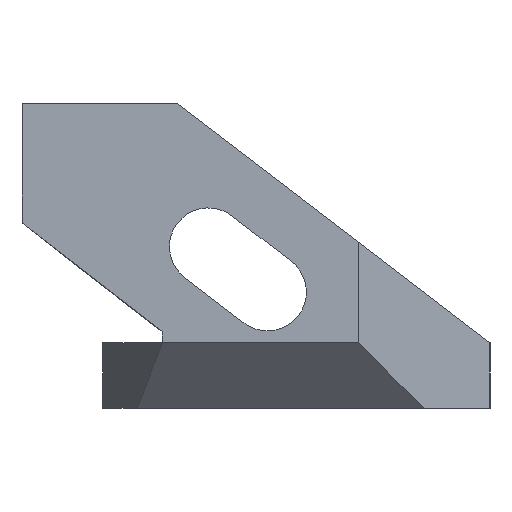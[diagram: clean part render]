
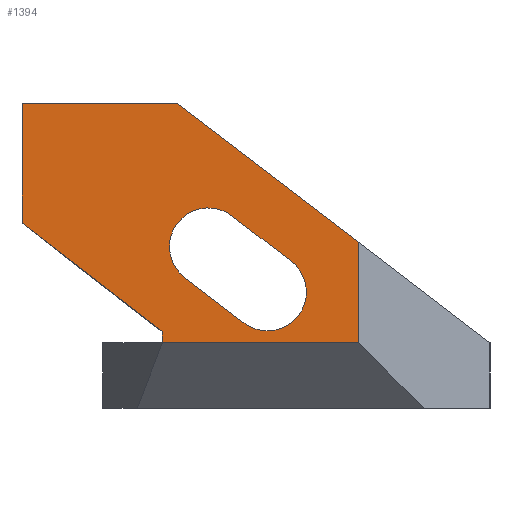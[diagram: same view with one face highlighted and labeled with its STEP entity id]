
A CAD part, left-side view. The second image highlights one B-rep face of the part: STEP entity #1394.
In plain terms, the highlighted planar face has unit normal (-1, 0, 0).
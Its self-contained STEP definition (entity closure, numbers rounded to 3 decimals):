
#49=FACE_BOUND('',#291,.T.);
#110=PLANE('',#1532);
#186=FACE_OUTER_BOUND('',#290,.T.);
#290=EDGE_LOOP('',(#1275,#1276,#1277,#1278,#1279,#1280,#1281));
#291=EDGE_LOOP('',(#1282,#1283,#1284,#1285));
#337=LINE('',#2135,#461);
#347=LINE('',#2432,#471);
#351=LINE('',#2440,#475);
#369=LINE('',#2479,#493);
#380=LINE('',#2521,#504);
#385=LINE('',#2532,#509);
#402=LINE('',#2602,#526);
#416=LINE('',#2647,#540);
#417=LINE('',#2648,#541);
#461=VECTOR('',#1647,10.);
#471=VECTOR('',#1669,10.);
#475=VECTOR('',#1675,10.);
#493=VECTOR('',#1707,10.);
#504=VECTOR('',#1748,10.);
#509=VECTOR('',#1757,10.);
#526=VECTOR('',#1850,10.);
#540=VECTOR('',#1902,10.);
#541=VECTOR('',#1903,10.);
#568=CIRCLE('',#1469,3.25);
#572=CIRCLE('',#1478,3.25);
#644=VERTEX_POINT('',#2132);
#645=VERTEX_POINT('',#2134);
#654=VERTEX_POINT('',#2430);
#657=VERTEX_POINT('',#2438);
#671=VERTEX_POINT('',#2478);
#680=VERTEX_POINT('',#2502);
#681=VERTEX_POINT('',#2504);
#687=VERTEX_POINT('',#2519);
#691=VERTEX_POINT('',#2531);
#706=VERTEX_POINT('',#2601);
#718=VERTEX_POINT('',#2646);
#785=EDGE_CURVE('',#644,#645,#337,.T.);
#805=EDGE_CURVE('',#654,#644,#347,.T.);
#809=EDGE_CURVE('',#657,#654,#351,.T.);
#828=EDGE_CURVE('',#645,#671,#369,.T.);
#841=EDGE_CURVE('',#681,#680,#568,.T.);
#849=EDGE_CURVE('',#680,#687,#380,.T.);
#854=EDGE_CURVE('',#691,#681,#385,.T.);
#857=EDGE_CURVE('',#687,#691,#572,.T.);
#887=EDGE_CURVE('',#706,#671,#402,.T.);
#908=EDGE_CURVE('',#718,#657,#416,.T.);
#909=EDGE_CURVE('',#718,#706,#417,.T.);
#1275=ORIENTED_EDGE('',*,*,#785,.F.);
#1276=ORIENTED_EDGE('',*,*,#805,.F.);
#1277=ORIENTED_EDGE('',*,*,#809,.F.);
#1278=ORIENTED_EDGE('',*,*,#908,.F.);
#1279=ORIENTED_EDGE('',*,*,#909,.T.);
#1280=ORIENTED_EDGE('',*,*,#887,.T.);
#1281=ORIENTED_EDGE('',*,*,#828,.F.);
#1282=ORIENTED_EDGE('',*,*,#857,.T.);
#1283=ORIENTED_EDGE('',*,*,#854,.T.);
#1284=ORIENTED_EDGE('',*,*,#841,.T.);
#1285=ORIENTED_EDGE('',*,*,#849,.T.);
#1394=ADVANCED_FACE('',(#186,#49),#110,.T.);
#1469=AXIS2_PLACEMENT_3D('',#2505,#1733,#1734);
#1478=AXIS2_PLACEMENT_3D('',#2536,#1763,#1764);
#1532=AXIS2_PLACEMENT_3D('',#2645,#1900,#1901);
#1647=DIRECTION('',(0.,1.,0.));
#1669=DIRECTION('',(0.,0.,-1.));
#1675=DIRECTION('',(0.,-0.794,-0.608));
#1707=DIRECTION('',(0.,0.039,0.999));
#1733=DIRECTION('center_axis',(1.,0.,0.));
#1734=DIRECTION('ref_axis',(0.,-1.,0.));
#1748=DIRECTION('',(0.,-0.794,-0.608));
#1757=DIRECTION('',(0.,0.794,0.608));
#1763=DIRECTION('center_axis',(1.,0.,0.));
#1764=DIRECTION('ref_axis',(0.,-1.,0.));
#1850=DIRECTION('',(0.,-0.79,-0.613));
#1900=DIRECTION('center_axis',(-1.,0.,0.));
#1901=DIRECTION('ref_axis',(0.,1.,0.));
#1902=DIRECTION('',(0.,-1.,0.));
#1903=DIRECTION('',(0.,0.,-1.));
#2132=CARTESIAN_POINT('',(0.,-15.15,-20.));
#2134=CARTESIAN_POINT('',(0.,1.247,-20.));
#2135=CARTESIAN_POINT('',(0.,-10.,-20.));
#2430=CARTESIAN_POINT('',(0.,-15.15,-11.587));
#2432=CARTESIAN_POINT('',(0.,-15.15,-10.));
#2438=CARTESIAN_POINT('',(0.,0.,0.));
#2440=CARTESIAN_POINT('',(0.,0.,0.));
#2478=CARTESIAN_POINT('',(0.,1.282,-19.081));
#2479=CARTESIAN_POINT('',(0.,1.642,-9.809));
#2502=CARTESIAN_POINT('',(0.,-4.556,-9.393));
#2504=CARTESIAN_POINT('',(0.,-0.607,-14.556));
#2505=CARTESIAN_POINT('Origin',(0.,-2.582,-11.974));
#2519=CARTESIAN_POINT('',(0.,-9.514,-13.185));
#2521=CARTESIAN_POINT('',(0.,-0.852,-6.56));
#2531=CARTESIAN_POINT('',(0.,-5.566,-18.348));
#2532=CARTESIAN_POINT('',(0.,0.617,-13.62));
#2536=CARTESIAN_POINT('Origin',(0.,-7.54,-15.767));
#2601=CARTESIAN_POINT('',(0.,13.,-10.));
#2602=CARTESIAN_POINT('',(0.,13.,-10.));
#2645=CARTESIAN_POINT('Origin',(0.,0.,0.));
#2646=CARTESIAN_POINT('',(0.,13.,0.));
#2647=CARTESIAN_POINT('',(0.,13.,0.));
#2648=CARTESIAN_POINT('',(0.,13.,0.));
